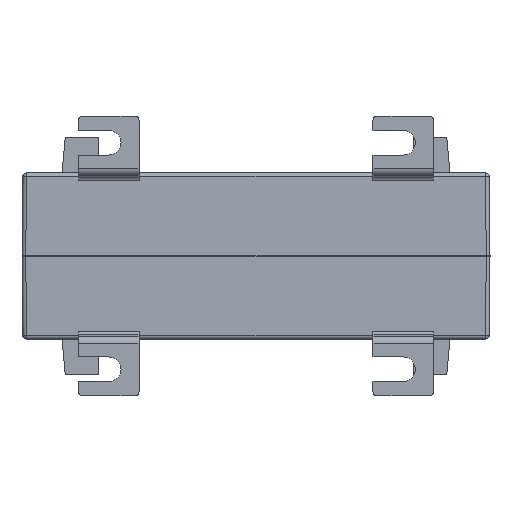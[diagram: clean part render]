
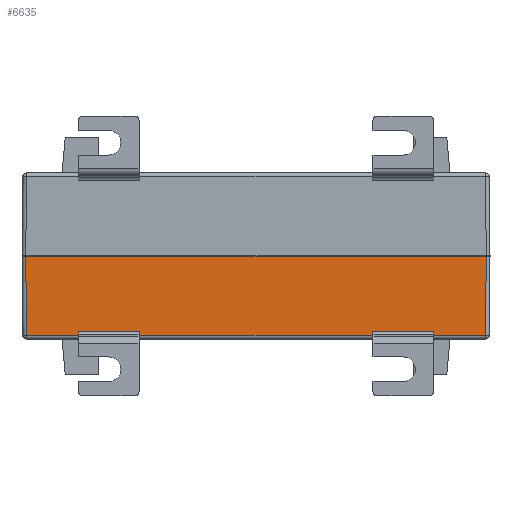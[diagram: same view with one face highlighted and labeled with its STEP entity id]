
A CAD part, front view. The second image highlights one B-rep face of the part: STEP entity #6635.
In plain terms, the highlighted planar face has unit normal (0, -1, -0.009).
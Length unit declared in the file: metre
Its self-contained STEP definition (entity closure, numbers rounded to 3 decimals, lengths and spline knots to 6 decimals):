
#1961=CARTESIAN_POINT('',(-0.061002,-0.096002,
0.));
#1963=DIRECTION('',(-0.009,-0.009,1.));
#1964=VECTOR('',#1963,0.02101);
#1965=CARTESIAN_POINT('',(-0.060819,-0.095819,
-0.021009));
#1966=LINE('',#1965,#1964);
#1967=DIRECTION('',(1.,0.,0.));
#1968=VECTOR('',#1967,0.122004);
#1969=CARTESIAN_POINT('',(-0.061002,-0.096002,
0.));
#1970=LINE('',#1969,#1968);
#1971=DIRECTION('',(-0.009,0.009,-1.));
#1972=VECTOR('',#1971,0.02101);
#1973=CARTESIAN_POINT('',(0.061002,-0.096002,0.));
#1974=LINE('',#1973,#1972);
#1980=DIRECTION('',(0.,-0.009,1.));
#1981=VECTOR('',#1980,0.001009);
#1982=CARTESIAN_POINT('',(-0.04695,-0.095819,-0.021009));
#1983=LINE('',#1982,#1981);
#2023=DIRECTION('',(1.,0.,0.));
#2024=VECTOR('',#2023,0.013869);
#2025=CARTESIAN_POINT('',(-0.060819,-0.095819,
-0.021009));
#2026=LINE('',#2025,#2024);
#2096=DIRECTION('',(1.,0.,0.));
#2097=VECTOR('',#2096,0.013869);
#2098=CARTESIAN_POINT('',(0.04695,-0.095819,-0.021009));
#2099=LINE('',#2098,#2097);
#2100=DIRECTION('',(0.,0.009,-1.));
#2101=VECTOR('',#2100,0.001009);
#2102=CARTESIAN_POINT('',(0.04695,-0.095827,-0.02));
#2103=LINE('',#2102,#2101);
#2198=DIRECTION('',(0.,-0.009,1.));
#2199=VECTOR('',#2198,0.001009);
#2200=CARTESIAN_POINT('',(0.03075,-0.095819,-0.021009));
#2201=LINE('',#2200,#2199);
#2202=DIRECTION('',(1.,0.,0.));
#2203=VECTOR('',#2202,0.0615);
#2204=CARTESIAN_POINT('',(-0.03075,-0.095819,-0.021009));
#2205=LINE('',#2204,#2203);
#2210=DIRECTION('',(0.,0.009,-1.));
#2211=VECTOR('',#2210,0.001009);
#2212=CARTESIAN_POINT('',(-0.03075,-0.095827,-0.02));
#2213=LINE('',#2212,#2211);
#2315=DIRECTION('',(1.,0.,0.));
#2316=VECTOR('',#2315,0.0162);
#2317=CARTESIAN_POINT('',(-0.04695,-0.095827,-0.02));
#2318=LINE('',#2317,#2316);
#2323=DIRECTION('',(1.,0.,0.));
#2324=VECTOR('',#2323,0.0162);
#2325=CARTESIAN_POINT('',(0.03075,-0.095827,-0.02));
#2326=LINE('',#2325,#2324);
#4999=VERTEX_POINT('',#1961);
#5000=CARTESIAN_POINT('',(0.061002,-0.096002,0.));
#5001=VERTEX_POINT('',#5000);
#5379=CARTESIAN_POINT('',(-0.060819,-0.095819,
-0.021009));
#5380=VERTEX_POINT('',#5379);
#5381=CARTESIAN_POINT('',(-0.04695,-0.095819,-0.021009));
#5382=CARTESIAN_POINT('',(-0.04695,-0.095827,-0.02));
#5383=VERTEX_POINT('',#5381);
#5384=VERTEX_POINT('',#5382);
#5385=CARTESIAN_POINT('',(0.060819,-0.095819,
-0.021009));
#5386=VERTEX_POINT('',#5385);
#5387=CARTESIAN_POINT('',(0.04695,-0.095819,-0.021009));
#5388=VERTEX_POINT('',#5387);
#5389=CARTESIAN_POINT('',(0.04695,-0.095827,-0.02));
#5390=VERTEX_POINT('',#5389);
#5391=CARTESIAN_POINT('',(0.03075,-0.095827,-0.02));
#5392=VERTEX_POINT('',#5391);
#5393=CARTESIAN_POINT('',(0.03075,-0.095819,-0.021009));
#5394=VERTEX_POINT('',#5393);
#5395=CARTESIAN_POINT('',(-0.03075,-0.095819,-0.021009));
#5396=VERTEX_POINT('',#5395);
#5397=CARTESIAN_POINT('',(-0.03075,-0.095827,-0.02));
#5398=VERTEX_POINT('',#5397);
#6605=CARTESIAN_POINT('',(-0.065577,-0.09581,-0.022));
#6606=DIRECTION('',(0.,1.,0.009));
#6607=DIRECTION('',(1.,0.,0.));
#6608=AXIS2_PLACEMENT_3D('',#6605,#6606,#6607);
#6609=PLANE('',#6608);
#6611=ORIENTED_EDGE('',*,*,#6610,.F.);
#6613=ORIENTED_EDGE('',*,*,#6612,.F.);
#6614=ORIENTED_EDGE('',*,*,#6591,.T.);
#6616=ORIENTED_EDGE('',*,*,#6615,.T.);
#6618=ORIENTED_EDGE('',*,*,#6617,.T.);
#6620=ORIENTED_EDGE('',*,*,#6619,.F.);
#6622=ORIENTED_EDGE('',*,*,#6621,.F.);
#6624=ORIENTED_EDGE('',*,*,#6623,.F.);
#6626=ORIENTED_EDGE('',*,*,#6625,.F.);
#6628=ORIENTED_EDGE('',*,*,#6627,.F.);
#6630=ORIENTED_EDGE('',*,*,#6629,.F.);
#6632=ORIENTED_EDGE('',*,*,#6631,.F.);
#6633=EDGE_LOOP('',(#6611,#6613,#6614,#6616,#6618,#6620,#6622,#6624,#6626,#6628,
#6630,#6632));
#6634=FACE_OUTER_BOUND('',#6633,.F.);
#6591=EDGE_CURVE('',#5380,#4999,#1966,.T.);
#6610=EDGE_CURVE('',#5383,#5384,#1983,.T.);
#6612=EDGE_CURVE('',#5380,#5383,#2026,.T.);
#6615=EDGE_CURVE('',#4999,#5001,#1970,.T.);
#6617=EDGE_CURVE('',#5001,#5386,#1974,.T.);
#6619=EDGE_CURVE('',#5388,#5386,#2099,.T.);
#6621=EDGE_CURVE('',#5390,#5388,#2103,.T.);
#6623=EDGE_CURVE('',#5392,#5390,#2326,.T.);
#6625=EDGE_CURVE('',#5394,#5392,#2201,.T.);
#6627=EDGE_CURVE('',#5396,#5394,#2205,.T.);
#6629=EDGE_CURVE('',#5398,#5396,#2213,.T.);
#6631=EDGE_CURVE('',#5384,#5398,#2318,.T.);
#6635=ADVANCED_FACE('',(#6634),#6609,.F.);
